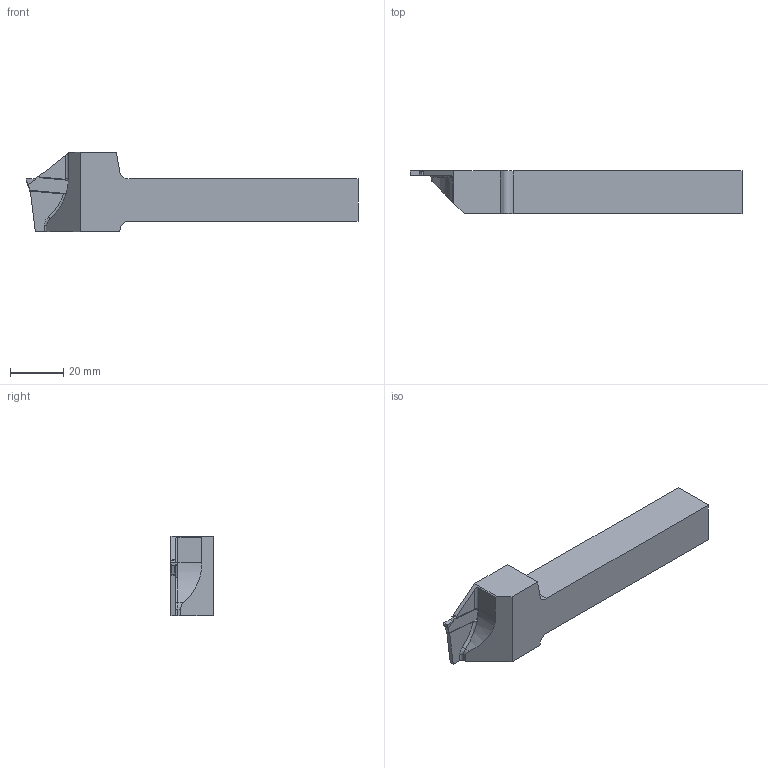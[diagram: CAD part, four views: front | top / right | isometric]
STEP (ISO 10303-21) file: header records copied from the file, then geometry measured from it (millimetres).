
FILE_DESCRIPTION(/* description */ (''),/* implementation_level */ '2;1');
FILE_NAME(/* name */ 'ADKT-HK-L-1616-2-T15.stp',/* time_stamp */ '2023-10-26T22:01:03+03:00',/* author */ (''),/* organization */ (''),/* preprocessor_version */ 'ST-DEVELOPER v19.4',/* originating_system */ 'SIEMENS PLM Software NX2306.3001',/* authorisation */ '');
FILE_SCHEMA (('AUTOMOTIVE_DESIGN { 1 0 10303 214 3 1 1 1 }'));
Length unit declared in the file: millimetre
Products named in the file (1): ADKT-HK-R-1616-2-T15
Bounding box: 125 x 16.19 x 30 mm (x, y, z)
Volume: 32954 mm3; surface area: 9238.6 mm2
Topology: 2 solids, 2 shells, 61 faces, 164 edges, 107 vertices
Faces by surface type: plane 41, cylinder 18, torus 2
Entity records: 2383 total; most frequent: CARTESIAN_POINT 360, ORIENTED_EDGE 328, DIRECTION 327, EDGE_CURVE 164, LINE 121, VECTOR 121, VERTEX_POINT 107, AXIS2_PLACEMENT_3D 103
